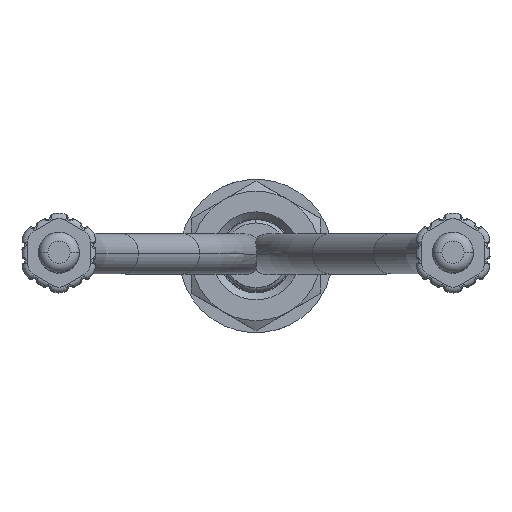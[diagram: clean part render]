
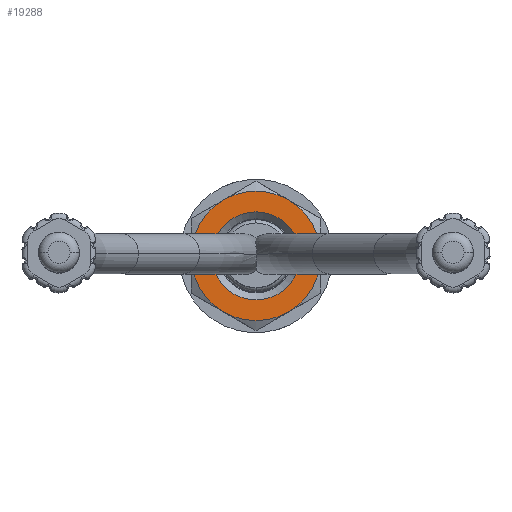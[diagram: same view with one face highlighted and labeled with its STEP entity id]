
A CAD part, top view. The second image highlights one B-rep face of the part: STEP entity #19288.
In plain terms, the highlighted planar face has unit normal (0, 0, 1).
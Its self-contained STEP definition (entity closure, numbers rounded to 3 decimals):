
#5957=CARTESIAN_POINT('',(0.,0.,9.));
#5958=DIRECTION('',(0.,0.,-1.));
#5959=DIRECTION('',(-1.,0.,0.));
#5960=AXIS2_PLACEMENT_3D('',#5957,#5958,#5959);
#5966=CARTESIAN_POINT('',(0.,0.,9.));
#5967=DIRECTION('',(0.,0.,-1.));
#5968=DIRECTION('',(1.,0.,0.));
#5969=AXIS2_PLACEMENT_3D('',#5966,#5967,#5968);
#5989=CARTESIAN_POINT('',(0.,0.,9.));
#5990=DIRECTION('',(0.,0.,-1.));
#5991=DIRECTION('',(0.5,-0.866,0.));
#5992=AXIS2_PLACEMENT_3D('',#5989,#5990,#5991);
#5994=CARTESIAN_POINT('',(0.,0.,9.));
#5995=DIRECTION('',(0.,0.,-1.));
#5996=DIRECTION('',(0.,-1.,0.));
#5997=AXIS2_PLACEMENT_3D('',#5994,#5995,#5996);
#5999=CARTESIAN_POINT('',(0.,0.,9.));
#6000=DIRECTION('',(0.,0.,-1.));
#6001=DIRECTION('',(-0.5,-0.866,0.));
#6002=AXIS2_PLACEMENT_3D('',#5999,#6000,#6001);
#6004=CARTESIAN_POINT('',(0.,0.,9.));
#6005=DIRECTION('',(0.,0.,-1.));
#6006=DIRECTION('',(-1.,0.,0.));
#6007=AXIS2_PLACEMENT_3D('',#6004,#6005,#6006);
#6009=CARTESIAN_POINT('',(0.,0.,9.));
#6010=DIRECTION('',(0.,0.,-1.));
#6011=DIRECTION('',(-0.5,0.866,0.));
#6012=AXIS2_PLACEMENT_3D('',#6009,#6010,#6011);
#6014=CARTESIAN_POINT('',(0.,0.,9.));
#6015=DIRECTION('',(0.,0.,-1.));
#6016=DIRECTION('',(0.,1.,0.));
#6017=AXIS2_PLACEMENT_3D('',#6014,#6015,#6016);
#6019=CARTESIAN_POINT('',(0.,0.,9.));
#6020=DIRECTION('',(0.,0.,-1.));
#6021=DIRECTION('',(0.5,0.866,0.));
#6022=AXIS2_PLACEMENT_3D('',#6019,#6020,#6021);
#6024=CARTESIAN_POINT('',(0.,0.,9.));
#6025=DIRECTION('',(0.,0.,-1.));
#6026=DIRECTION('',(1.,0.,0.));
#6027=AXIS2_PLACEMENT_3D('',#6024,#6025,#6026);
#6029=CARTESIAN_POINT('',(1.75,-3.031,9.));
#6237=CARTESIAN_POINT('',(1.75,3.031,9.));
#6261=CARTESIAN_POINT('',(-1.75,3.031,9.));
#6285=CARTESIAN_POINT('',(-3.5,0.,9.));
#6309=CARTESIAN_POINT('',(-1.75,-3.031,9.));
#6991=CARTESIAN_POINT('',(3.5,0.,9.));
#7764=VERTEX_POINT('',#6309);
#7769=VERTEX_POINT('',#6285);
#7773=VERTEX_POINT('',#6261);
#7777=VERTEX_POINT('',#6237);
#7781=VERTEX_POINT('',#6991);
#7782=VERTEX_POINT('',#6029);
#7783=CARTESIAN_POINT('',(0.,-3.5,9.));
#7784=VERTEX_POINT('',#7783);
#7785=CARTESIAN_POINT('',(0.,3.5,9.));
#7786=VERTEX_POINT('',#7785);
#7803=CARTESIAN_POINT('',(2.38,0.,
9.));
#7804=VERTEX_POINT('',#7803);
#7805=CARTESIAN_POINT('',(-2.38,0.,
9.));
#7806=VERTEX_POINT('',#7805);
#19261=CARTESIAN_POINT('',(0.,0.,9.));
#19262=DIRECTION('',(0.,0.,-1.));
#19263=DIRECTION('',(1.,0.,0.));
#19264=AXIS2_PLACEMENT_3D('',#19261,#19262,#19263);
#19265=PLANE('',#19264);
#19267=ORIENTED_EDGE('',*,*,#19266,.T.);
#19269=ORIENTED_EDGE('',*,*,#19268,.T.);
#19271=ORIENTED_EDGE('',*,*,#19270,.T.);
#19273=ORIENTED_EDGE('',*,*,#19272,.T.);
#19275=ORIENTED_EDGE('',*,*,#19274,.T.);
#19277=ORIENTED_EDGE('',*,*,#19276,.T.);
#19279=ORIENTED_EDGE('',*,*,#19278,.T.);
#19281=ORIENTED_EDGE('',*,*,#19280,.T.);
#19282=EDGE_LOOP('',(#19267,#19269,#19271,#19273,#19275,#19277,#19279,#19281));
#19283=FACE_OUTER_BOUND('',#19282,.F.);
#19284=ORIENTED_EDGE('',*,*,#19203,.F.);
#19285=ORIENTED_EDGE('',*,*,#19228,.F.);
#19286=EDGE_LOOP('',(#19284,#19285));
#19287=FACE_BOUND('',#19286,.F.);
#19288=ADVANCED_FACE('',(#19283,#19287),#19265,.F.);
#5961=CIRCLE('',#5960,2.38);
#5970=CIRCLE('',#5969,2.38);
#5993=CIRCLE('',#5992,3.5);
#5998=CIRCLE('',#5997,3.5);
#6003=CIRCLE('',#6002,3.5);
#6008=CIRCLE('',#6007,3.5);
#6013=CIRCLE('',#6012,3.5);
#6018=CIRCLE('',#6017,3.5);
#6023=CIRCLE('',#6022,3.5);
#6028=CIRCLE('',#6027,3.5);
#19203=EDGE_CURVE('',#7806,#7804,#5961,.T.);
#19228=EDGE_CURVE('',#7804,#7806,#5970,.T.);
#19266=EDGE_CURVE('',#7782,#7784,#5993,.T.);
#19268=EDGE_CURVE('',#7784,#7764,#5998,.T.);
#19270=EDGE_CURVE('',#7764,#7769,#6003,.T.);
#19272=EDGE_CURVE('',#7769,#7773,#6008,.T.);
#19274=EDGE_CURVE('',#7773,#7786,#6013,.T.);
#19276=EDGE_CURVE('',#7786,#7777,#6018,.T.);
#19278=EDGE_CURVE('',#7777,#7781,#6023,.T.);
#19280=EDGE_CURVE('',#7781,#7782,#6028,.T.);
